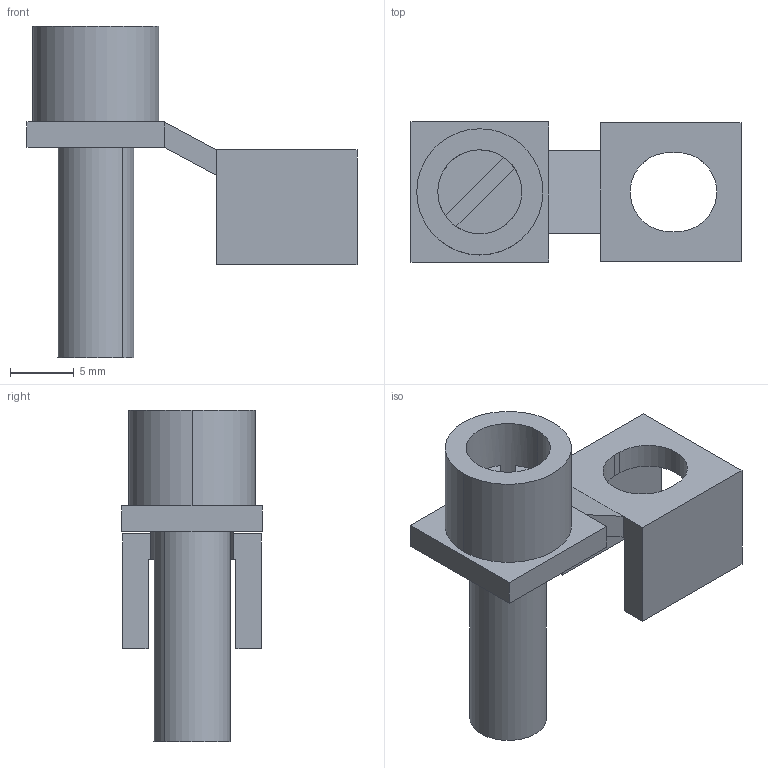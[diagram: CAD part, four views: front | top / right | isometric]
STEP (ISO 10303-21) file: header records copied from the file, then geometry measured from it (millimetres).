
FILE_DESCRIPTION(('Creo Elements/Direct Modeling STEP Export'),'2;1');
FILE_NAME('model.stp','2019-12-17T 0:29:48',(''),(''),'Creo Elements/Direct Modeling STEP processor for AP214 (Solid Model)','Creo Elements/Direct Modeling 20.1A 29-Sep-2018 (C) Parametric Technology GmbH','');
FILE_SCHEMA(('AUTOMOTIVE_DESIGN { 1 0 10303 214 1 1 1 1 }'));
Length unit declared in the file: millimetre
Products named in the file (2): KBI_15-select
Assembly tree (1 placements, depth 2):
  KBI_15-select
    KBI_15-select
Bounding box: 25.9 x 11 x 26 mm (x, y, z)
Volume: 1666.1 mm3; surface area: 1690.9 mm2
Topology: 1 solids, 1 shells, 39 faces, 94 edges, 60 vertices
Faces by surface type: plane 31, cylinder 8
Entity records: 1435 total; most frequent: ORIENTED_EDGE 188, CARTESIAN_POINT 185, DIRECTION 176, EDGE_CURVE 94, VECTOR 74, LINE 74, VERTEX_POINT 60, AXIS2_PLACEMENT_3D 51
